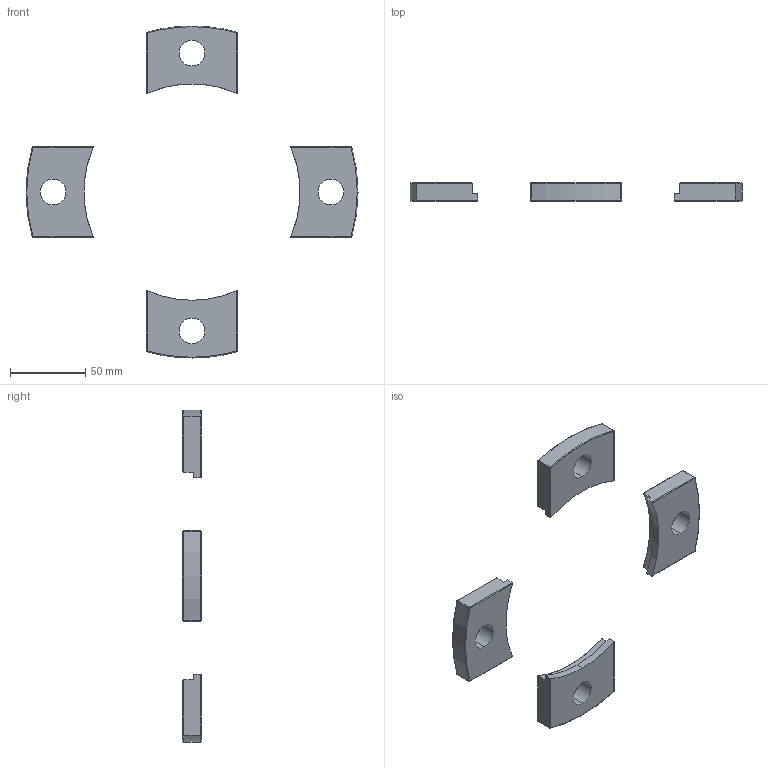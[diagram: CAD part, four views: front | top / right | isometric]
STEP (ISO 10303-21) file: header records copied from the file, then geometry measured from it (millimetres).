
FILE_DESCRIPTION (( 'STEP AP203' ), '1' );
FILE_NAME ('150Ø Feet.STEP', '2011-09-16T14:49:46', ( '' ), ( '' ), 'SwSTEP 2.0', 'SolidWorks 2011', '' );
FILE_SCHEMA (( 'CONFIG_CONTROL_DESIGN' ));
Length unit declared in the file: millimetre
Products named in the file (1): 150ﾘ Feet
Bounding box: 220 x 12 x 220 mm (x, y, z)
Volume: 95773.6 mm3; surface area: 28727.1 mm2
Topology: 4 solids, 4 shells, 104 faces, 241 edges, 129 vertices
Faces by surface type: cylinder 47, torus 21, plane 20, sphere 16
Entity records: 2962 total; most frequent: CARTESIAN_POINT 555, DIRECTION 545, ORIENTED_EDGE 450, AXIS2_PLACEMENT_3D 231, EDGE_CURVE 225, VERTEX_POINT 129, CIRCLE 126, EDGE_LOOP 112
